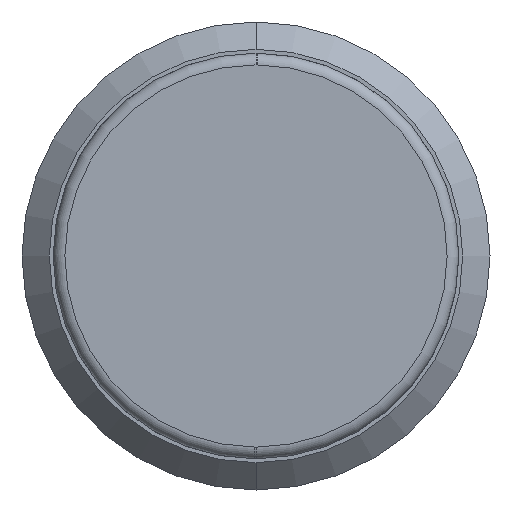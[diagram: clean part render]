
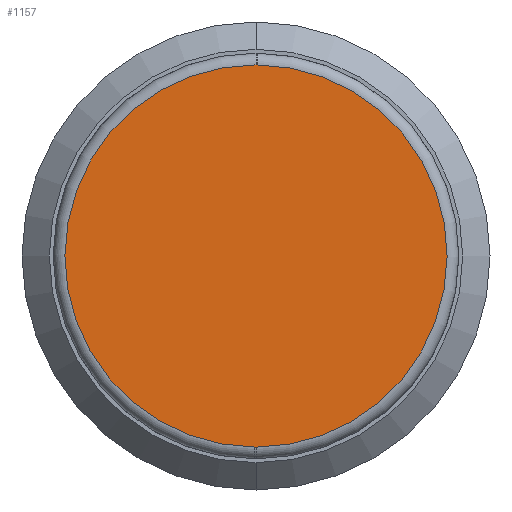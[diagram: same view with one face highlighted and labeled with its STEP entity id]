
A CAD part, front view. The second image highlights one B-rep face of the part: STEP entity #1157.
In plain terms, the highlighted planar face has unit normal (0, -1, 0).
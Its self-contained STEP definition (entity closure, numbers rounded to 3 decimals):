
#1157=ADVANCED_FACE('',(#2242),#2243,.F.);
#2242=FACE_OUTER_BOUND('',#3713,.T.);
#2243=PLANE('',#3714);
#3713=EDGE_LOOP('',(#6401,#6402,#6403,#6404));
#3714=AXIS2_PLACEMENT_3D('',#6405,#6406,#6407);
#6401=ORIENTED_EDGE('',*,*,#7449,.T.);
#6402=ORIENTED_EDGE('',*,*,#7393,.T.);
#6403=ORIENTED_EDGE('',*,*,#7447,.T.);
#6404=ORIENTED_EDGE('',*,*,#7398,.T.);
#6405=CARTESIAN_POINT('',(0.0,-8.0,0.0));
#6406=DIRECTION('',(-0.0,1.0,0.0));
#6407=DIRECTION('',(1.0,0.0,0.0));
#7393=EDGE_CURVE('',#8766,#8770,#8772,.T.);
#7398=EDGE_CURVE('',#8775,#8779,#8781,.T.);
#7447=EDGE_CURVE('',#8770,#8775,#8850,.T.);
#7449=EDGE_CURVE('',#8779,#8766,#8852,.T.);
#8766=VERTEX_POINT('',#11223);
#8770=VERTEX_POINT('',#11227);
#8772=CIRCLE('',#11229,4.9);
#8775=VERTEX_POINT('',#11232);
#8779=VERTEX_POINT('',#11236);
#8781=CIRCLE('',#11238,4.9);
#8850=CIRCLE('',#11319,4.9);
#8852=CIRCLE('',#11321,4.9);
#11223=CARTESIAN_POINT('',(-0.04,-8.0,-4.9));
#11227=CARTESIAN_POINT('',(0.0,-8.0,-4.9));
#11229=AXIS2_PLACEMENT_3D('',#12567,#12568,#12569);
#11232=CARTESIAN_POINT('',(0.04,-8.0,4.9));
#11236=CARTESIAN_POINT('',(0.0,-8.0,4.9));
#11238=AXIS2_PLACEMENT_3D('',#12579,#12580,#12581);
#11319=AXIS2_PLACEMENT_3D('',#12657,#12658,#12659);
#11321=AXIS2_PLACEMENT_3D('',#12660,#12661,#12662);
#12567=CARTESIAN_POINT('',(0.0,-8.0,0.0));
#12568=DIRECTION('',(0.0,-1.0,0.0));
#12569=DIRECTION('',(0.0,0.0,1.0));
#12579=CARTESIAN_POINT('',(0.0,-8.0,0.0));
#12580=DIRECTION('',(0.0,-1.0,0.0));
#12581=DIRECTION('',(0.0,0.0,-1.0));
#12657=CARTESIAN_POINT('',(0.0,-8.0,0.0));
#12658=DIRECTION('',(0.0,-1.0,0.0));
#12659=DIRECTION('',(0.0,0.0,-1.0));
#12660=CARTESIAN_POINT('',(0.0,-8.0,0.0));
#12661=DIRECTION('',(0.0,-1.0,0.0));
#12662=DIRECTION('',(0.0,0.0,1.0));
